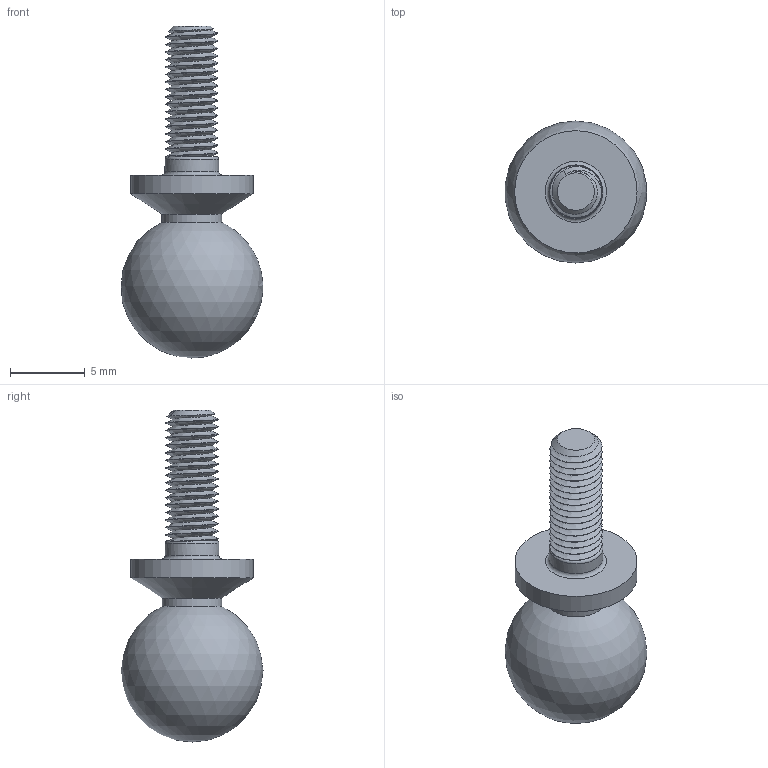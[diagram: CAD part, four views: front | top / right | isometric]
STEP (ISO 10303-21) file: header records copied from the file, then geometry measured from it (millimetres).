
FILE_DESCRIPTION(/* description */ ('Alibre Inc.'),/* implementation_level */ '2;1');
FILE_NAME(/* name */ 'export0',/* time_stamp */ '2015-07-05T22:47:15+12:00',/* author */ (''),/* organization */ (''),/* preprocessor_version */ 'ST-DEVELOPER v14',/* originating_system */ 'Alibre',/* authorisation */ '');
FILE_SCHEMA (('CONFIG_CONTROL_DESIGN'));
Length unit declared in the file: centimetre
Products named in the file (1): ID_1
Bounding box: 9.48 x 9.52 x 22.25 mm (x, y, z)
Volume: 642.4 mm3; surface area: 586 mm2
Topology: 1 solids, 1 shells, 15 faces, 35 edges, 22 vertices
Faces by surface type: cylinder 4, plane 3, cone 3, torus 2, bspline 2, sphere 1
Full cylindrical faces by diameter (mm): 3.6 x1, 4 x1, 8.2 x1
Entity records: 3634 total; most frequent: CARTESIAN_POINT 3299, ORIENTED_EDGE 44, DIRECTION 41, AXIS2_PLACEMENT_3D 23, EDGE_CURVE 22, EDGE_LOOP 22, FACE_BOUND 22, VERTEX_POINT 18
